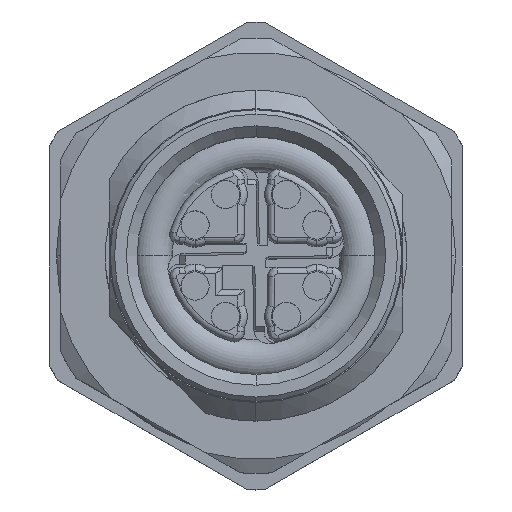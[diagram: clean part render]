
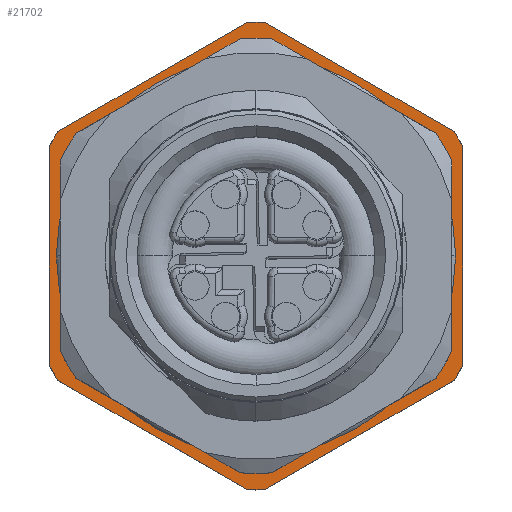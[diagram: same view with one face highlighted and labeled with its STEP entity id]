
A CAD part, top view. The second image highlights one B-rep face of the part: STEP entity #21702.
In plain terms, the highlighted planar face has unit normal (0, 0, 1).
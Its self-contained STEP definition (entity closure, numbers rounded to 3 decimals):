
#21460=AXIS2_PLACEMENT_3D('Circle Axis2P3D',#21458,#21459,$) ;
#21467=AXIS2_PLACEMENT_3D('Circle Axis2P3D',#21465,#21466,$) ;
#21486=AXIS2_PLACEMENT_3D('Circle Axis2P3D',#21484,#21485,$) ;
#21493=AXIS2_PLACEMENT_3D('Circle Axis2P3D',#21491,#21492,$) ;
#21556=AXIS2_PLACEMENT_3D('Plane Axis2P3D',#21553,#21554,#21555) ;
#21448=CARTESIAN_POINT('Vertex',(18.675,10.75,135.003)) ;
#21455=CARTESIAN_POINT('Vertex',(0.325,10.75,135.003)) ;
#21458=CARTESIAN_POINT('Axis2P3D Location',(9.5,10.75,135.003)) ;
#21462=CARTESIAN_POINT('Vertex',(9.5,1.575,135.003)) ;
#21465=CARTESIAN_POINT('Axis2P3D Location',(9.5,10.75,135.003)) ;
#21484=CARTESIAN_POINT('Axis2P3D Location',(9.5,10.75,135.003)) ;
#21488=CARTESIAN_POINT('Vertex',(9.5,19.925,135.003)) ;
#21491=CARTESIAN_POINT('Axis2P3D Location',(9.5,10.75,135.003)) ;
#21553=CARTESIAN_POINT('Axis2P3D Location',(1.9,10.75,135.003)) ;
#21558=CARTESIAN_POINT('Line Origine',(0.,10.75,135.003)) ;
#21562=CARTESIAN_POINT('Vertex',(0.,5.719,135.003)) ;
#21564=CARTESIAN_POINT('Vertex',(0.,15.781,135.003)) ;
#21568=CARTESIAN_POINT('Control Point',(0.,5.719,135.003)) ;
#21569=CARTESIAN_POINT('Control Point',(0.074,5.58,135.003)) ;
#21570=CARTESIAN_POINT('Control Point',(0.15,5.442,135.003)) ;
#21571=CARTESIAN_POINT('Control Point',(0.228,5.306,135.003)) ;
#21572=CARTESIAN_POINT('Control Point',(0.309,5.171,135.003)) ;
#21573=CARTESIAN_POINT('Control Point',(0.393,5.038,135.003)) ;
#21574=CARTESIAN_POINT('Vertex',(0.393,5.038,135.003)) ;
#21577=CARTESIAN_POINT('Line Origine',(4.75,2.523,135.003)) ;
#21581=CARTESIAN_POINT('Vertex',(9.107,0.007,135.003)) ;
#21585=CARTESIAN_POINT('Control Point',(9.107,0.007,135.003)) ;
#21586=CARTESIAN_POINT('Control Point',(9.186,0.004,135.003)) ;
#21587=CARTESIAN_POINT('Control Point',(9.264,0.002,135.003)) ;
#21588=CARTESIAN_POINT('Control Point',(9.343,0.001,135.003)) ;
#21589=CARTESIAN_POINT('Control Point',(9.421,0.,135.003)) ;
#21590=CARTESIAN_POINT('Control Point',(9.5,0.,135.003)) ;
#21591=CARTESIAN_POINT('Vertex',(9.5,0.,135.003)) ;
#21595=CARTESIAN_POINT('Control Point',(9.5,0.,135.003)) ;
#21596=CARTESIAN_POINT('Control Point',(9.579,0.,135.003)) ;
#21597=CARTESIAN_POINT('Control Point',(9.657,0.001,135.003)) ;
#21598=CARTESIAN_POINT('Control Point',(9.736,0.002,135.003)) ;
#21599=CARTESIAN_POINT('Control Point',(9.814,0.004,135.003)) ;
#21600=CARTESIAN_POINT('Control Point',(9.893,0.007,135.003)) ;
#21601=CARTESIAN_POINT('Vertex',(9.893,0.007,135.003)) ;
#21604=CARTESIAN_POINT('Line Origine',(14.25,2.523,135.003)) ;
#21608=CARTESIAN_POINT('Vertex',(18.607,5.038,135.003)) ;
#21612=CARTESIAN_POINT('Control Point',(18.607,5.038,135.003)) ;
#21613=CARTESIAN_POINT('Control Point',(18.691,5.171,135.003)) ;
#21614=CARTESIAN_POINT('Control Point',(18.772,5.306,135.003)) ;
#21615=CARTESIAN_POINT('Control Point',(18.85,5.442,135.003)) ;
#21616=CARTESIAN_POINT('Control Point',(18.926,5.58,135.003)) ;
#21617=CARTESIAN_POINT('Control Point',(19.,5.719,135.003)) ;
#21618=CARTESIAN_POINT('Vertex',(19.,5.719,135.003)) ;
#21621=CARTESIAN_POINT('Line Origine',(19.,10.75,135.003)) ;
#21625=CARTESIAN_POINT('Vertex',(19.,15.781,135.003)) ;
#21629=CARTESIAN_POINT('Control Point',(19.,15.781,135.003)) ;
#21630=CARTESIAN_POINT('Control Point',(18.926,15.92,135.003)) ;
#21631=CARTESIAN_POINT('Control Point',(18.85,16.058,135.003)) ;
#21632=CARTESIAN_POINT('Control Point',(18.772,16.194,135.003)) ;
#21633=CARTESIAN_POINT('Control Point',(18.691,16.329,135.003)) ;
#21634=CARTESIAN_POINT('Control Point',(18.607,16.462,135.003)) ;
#21635=CARTESIAN_POINT('Vertex',(18.607,16.462,135.003)) ;
#21638=CARTESIAN_POINT('Line Origine',(14.25,18.977,135.003)) ;
#21642=CARTESIAN_POINT('Vertex',(9.893,21.493,135.003)) ;
#21646=CARTESIAN_POINT('Control Point',(9.893,21.493,135.003)) ;
#21647=CARTESIAN_POINT('Control Point',(9.814,21.496,135.003)) ;
#21648=CARTESIAN_POINT('Control Point',(9.736,21.498,135.003)) ;
#21649=CARTESIAN_POINT('Control Point',(9.657,21.499,135.003)) ;
#21650=CARTESIAN_POINT('Control Point',(9.579,21.5,135.003)) ;
#21651=CARTESIAN_POINT('Control Point',(9.5,21.5,135.003)) ;
#21652=CARTESIAN_POINT('Vertex',(9.5,21.5,135.003)) ;
#21656=CARTESIAN_POINT('Control Point',(9.5,21.5,135.003)) ;
#21657=CARTESIAN_POINT('Control Point',(9.421,21.5,135.003)) ;
#21658=CARTESIAN_POINT('Control Point',(9.343,21.499,135.003)) ;
#21659=CARTESIAN_POINT('Control Point',(9.264,21.498,135.003)) ;
#21660=CARTESIAN_POINT('Control Point',(9.186,21.496,135.003)) ;
#21661=CARTESIAN_POINT('Control Point',(9.107,21.493,135.003)) ;
#21662=CARTESIAN_POINT('Vertex',(9.107,21.493,135.003)) ;
#21665=CARTESIAN_POINT('Line Origine',(4.75,18.977,135.003)) ;
#21669=CARTESIAN_POINT('Vertex',(0.393,16.462,135.003)) ;
#21673=CARTESIAN_POINT('Control Point',(0.393,16.462,135.003)) ;
#21674=CARTESIAN_POINT('Control Point',(0.309,16.329,135.003)) ;
#21675=CARTESIAN_POINT('Control Point',(0.228,16.194,135.003)) ;
#21676=CARTESIAN_POINT('Control Point',(0.15,16.058,135.003)) ;
#21677=CARTESIAN_POINT('Control Point',(0.074,15.92,135.003)) ;
#21678=CARTESIAN_POINT('Control Point',(0.,15.781,135.003)) ;
#21459=DIRECTION('Axis2P3D Direction',(0.,0.,-1.)) ;
#21466=DIRECTION('Axis2P3D Direction',(0.,0.,-1.)) ;
#21485=DIRECTION('Axis2P3D Direction',(0.,0.,-1.)) ;
#21492=DIRECTION('Axis2P3D Direction',(0.,0.,-1.)) ;
#21554=DIRECTION('Axis2P3D Direction',(0.,0.,-1.)) ;
#21555=DIRECTION('Axis2P3D XDirection',(0.,-1.,0.)) ;
#21559=DIRECTION('Vector Direction',(0.,1.,0.)) ;
#21578=DIRECTION('Vector Direction',(-0.866,0.5,0.)) ;
#21605=DIRECTION('Vector Direction',(-0.866,-0.5,0.)) ;
#21622=DIRECTION('Vector Direction',(0.,-1.,0.)) ;
#21639=DIRECTION('Vector Direction',(0.866,-0.5,0.)) ;
#21666=DIRECTION('Vector Direction',(0.866,0.5,0.)) ;
#21560=VECTOR('Line Direction',#21559,1.) ;
#21579=VECTOR('Line Direction',#21578,1.) ;
#21606=VECTOR('Line Direction',#21605,1.) ;
#21623=VECTOR('Line Direction',#21622,1.) ;
#21640=VECTOR('Line Direction',#21639,1.) ;
#21667=VECTOR('Line Direction',#21666,1.) ;
#21681=ORIENTED_EDGE('',*,*,#21566,.F.) ;
#21682=ORIENTED_EDGE('',*,*,#21576,.T.) ;
#21683=ORIENTED_EDGE('',*,*,#21583,.F.) ;
#21684=ORIENTED_EDGE('',*,*,#21593,.T.) ;
#21685=ORIENTED_EDGE('',*,*,#21603,.T.) ;
#21686=ORIENTED_EDGE('',*,*,#21610,.F.) ;
#21687=ORIENTED_EDGE('',*,*,#21620,.T.) ;
#21688=ORIENTED_EDGE('',*,*,#21627,.F.) ;
#21689=ORIENTED_EDGE('',*,*,#21637,.T.) ;
#21690=ORIENTED_EDGE('',*,*,#21644,.F.) ;
#21691=ORIENTED_EDGE('',*,*,#21654,.T.) ;
#21692=ORIENTED_EDGE('',*,*,#21664,.T.) ;
#21693=ORIENTED_EDGE('',*,*,#21671,.F.) ;
#21694=ORIENTED_EDGE('',*,*,#21679,.T.) ;
#21697=ORIENTED_EDGE('',*,*,#21490,.F.) ;
#21698=ORIENTED_EDGE('',*,*,#21469,.F.) ;
#21699=ORIENTED_EDGE('',*,*,#21464,.F.) ;
#21700=ORIENTED_EDGE('',*,*,#21495,.F.) ;
#21701=FACE_BOUND('',#21696,.T.) ;
#21702=ADVANCED_FACE('Hauptk\X2\00F6\X0\rper',(#21695,#21701),#21557,.F.) ;
#21567=B_SPLINE_CURVE_WITH_KNOTS('',5,(#21568,#21569,#21570,#21571,#21572,#21573),.UNSPECIFIED.,.F.,.U.,(6,6),(0.,1.111),.UNSPECIFIED.) ;
#21584=B_SPLINE_CURVE_WITH_KNOTS('',5,(#21585,#21586,#21587,#21588,#21589,#21590),.UNSPECIFIED.,.F.,.U.,(6,6),(0.,0.556),.UNSPECIFIED.) ;
#21594=B_SPLINE_CURVE_WITH_KNOTS('',5,(#21595,#21596,#21597,#21598,#21599,#21600),.UNSPECIFIED.,.F.,.U.,(6,6),(0.556,1.111),.UNSPECIFIED.) ;
#21611=B_SPLINE_CURVE_WITH_KNOTS('',5,(#21612,#21613,#21614,#21615,#21616,#21617),.UNSPECIFIED.,.F.,.U.,(6,6),(0.,1.111),.UNSPECIFIED.) ;
#21628=B_SPLINE_CURVE_WITH_KNOTS('',5,(#21629,#21630,#21631,#21632,#21633,#21634),.UNSPECIFIED.,.F.,.U.,(6,6),(0.,1.111),.UNSPECIFIED.) ;
#21645=B_SPLINE_CURVE_WITH_KNOTS('',5,(#21646,#21647,#21648,#21649,#21650,#21651),.UNSPECIFIED.,.F.,.U.,(6,6),(0.,0.556),.UNSPECIFIED.) ;
#21655=B_SPLINE_CURVE_WITH_KNOTS('',5,(#21656,#21657,#21658,#21659,#21660,#21661),.UNSPECIFIED.,.F.,.U.,(6,6),(0.556,1.111),.UNSPECIFIED.) ;
#21672=B_SPLINE_CURVE_WITH_KNOTS('',5,(#21673,#21674,#21675,#21676,#21677,#21678),.UNSPECIFIED.,.F.,.U.,(6,6),(0.,1.111),.UNSPECIFIED.) ;
#21461=CIRCLE('generated circle',#21460,9.175) ;
#21468=CIRCLE('generated circle',#21467,9.175) ;
#21487=CIRCLE('generated circle',#21486,9.175) ;
#21494=CIRCLE('generated circle',#21493,9.175) ;
#21464=EDGE_CURVE('',#21456,#21463,#21461,.F.) ;
#21469=EDGE_CURVE('',#21463,#21449,#21468,.F.) ;
#21490=EDGE_CURVE('',#21449,#21489,#21487,.F.) ;
#21495=EDGE_CURVE('',#21489,#21456,#21494,.F.) ;
#21566=EDGE_CURVE('',#21563,#21565,#21561,.T.) ;
#21576=EDGE_CURVE('',#21563,#21575,#21567,.T.) ;
#21583=EDGE_CURVE('',#21582,#21575,#21580,.T.) ;
#21593=EDGE_CURVE('',#21582,#21592,#21584,.T.) ;
#21603=EDGE_CURVE('',#21592,#21602,#21594,.T.) ;
#21610=EDGE_CURVE('',#21609,#21602,#21607,.T.) ;
#21620=EDGE_CURVE('',#21609,#21619,#21611,.T.) ;
#21627=EDGE_CURVE('',#21626,#21619,#21624,.T.) ;
#21637=EDGE_CURVE('',#21626,#21636,#21628,.T.) ;
#21644=EDGE_CURVE('',#21643,#21636,#21641,.T.) ;
#21654=EDGE_CURVE('',#21643,#21653,#21645,.T.) ;
#21664=EDGE_CURVE('',#21653,#21663,#21655,.T.) ;
#21671=EDGE_CURVE('',#21670,#21663,#21668,.T.) ;
#21679=EDGE_CURVE('',#21670,#21565,#21672,.T.) ;
#21680=EDGE_LOOP('',(#21681,#21682,#21683,#21684,#21685,#21686,#21687,#21688,#21689,#21690,#21691,#21692,#21693,#21694)) ;
#21696=EDGE_LOOP('',(#21697,#21698,#21699,#21700)) ;
#21695=FACE_OUTER_BOUND('',#21680,.T.) ;
#21561=LINE('Line',#21558,#21560) ;
#21580=LINE('Line',#21577,#21579) ;
#21607=LINE('Line',#21604,#21606) ;
#21624=LINE('Line',#21621,#21623) ;
#21641=LINE('Line',#21638,#21640) ;
#21668=LINE('Line',#21665,#21667) ;
#21557=PLANE('',#21556) ;
#21449=VERTEX_POINT('',#21448) ;
#21456=VERTEX_POINT('',#21455) ;
#21463=VERTEX_POINT('',#21462) ;
#21489=VERTEX_POINT('',#21488) ;
#21563=VERTEX_POINT('',#21562) ;
#21565=VERTEX_POINT('',#21564) ;
#21575=VERTEX_POINT('',#21574) ;
#21582=VERTEX_POINT('',#21581) ;
#21592=VERTEX_POINT('',#21591) ;
#21602=VERTEX_POINT('',#21601) ;
#21609=VERTEX_POINT('',#21608) ;
#21619=VERTEX_POINT('',#21618) ;
#21626=VERTEX_POINT('',#21625) ;
#21636=VERTEX_POINT('',#21635) ;
#21643=VERTEX_POINT('',#21642) ;
#21653=VERTEX_POINT('',#21652) ;
#21663=VERTEX_POINT('',#21662) ;
#21670=VERTEX_POINT('',#21669) ;
